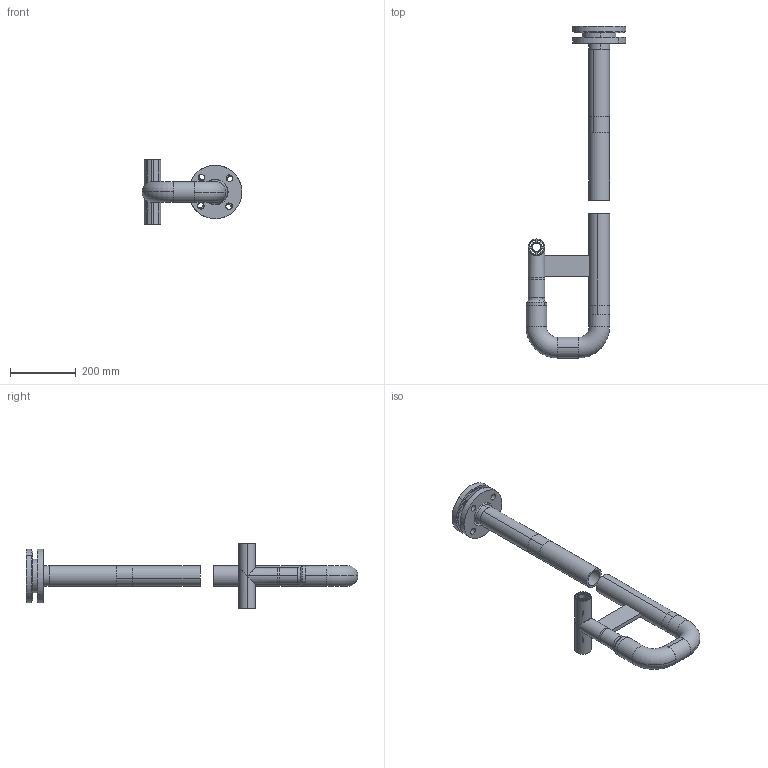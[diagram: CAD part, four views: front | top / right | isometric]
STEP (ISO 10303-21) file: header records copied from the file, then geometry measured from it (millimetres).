
FILE_DESCRIPTION (( 'STEP AP203' ), '1' );
FILE_NAME ('--7866211.STEP', '2015-10-16T14:40:00', ( 'enduser' ), ( '' ), 'SwSTEP 2.0', 'SolidWorks 2015', '' );
FILE_SCHEMA (( 'CONFIG_CONTROL_DESIGN' ));
Length unit declared in the file: inch
Products named in the file (1): --7866211
Bounding box: 303.02 x 1007.73 x 196.85 mm (x, y, z)
Surface area: 648994.6 mm2 (no closed solid volume)
Topology: 0 solids, 15 shells, 163 faces, 445 edges, 297 vertices
Faces by surface type: cylinder 104, plane 51, torus 4, cone 4
Entity records: 5288 total; most frequent: CARTESIAN_POINT 1038, DIRECTION 916, ORIENTED_EDGE 769, EDGE_CURVE 445, AXIS2_PLACEMENT_3D 350, VERTEX_POINT 297, EDGE_LOOP 216, VECTOR 216
